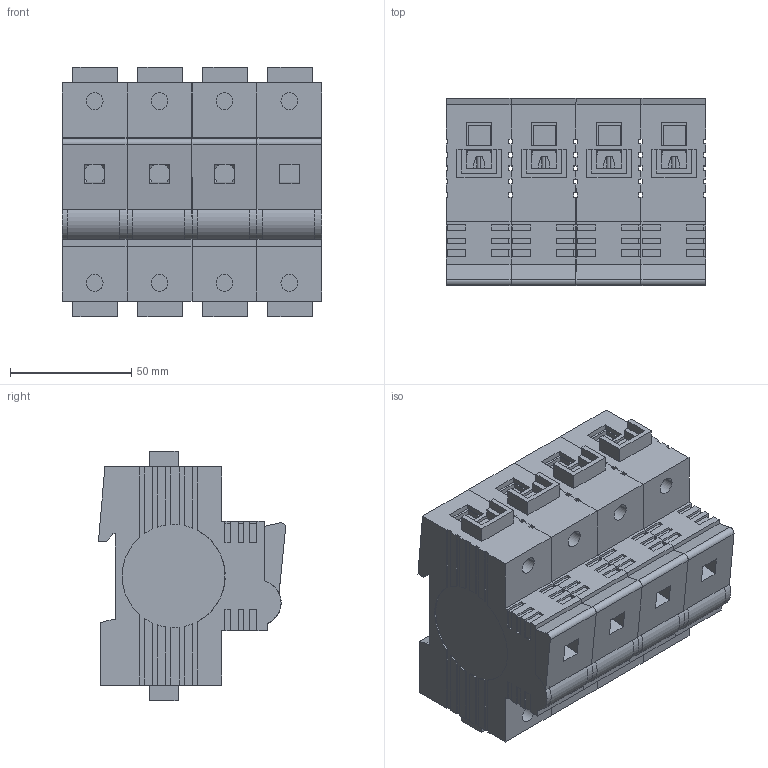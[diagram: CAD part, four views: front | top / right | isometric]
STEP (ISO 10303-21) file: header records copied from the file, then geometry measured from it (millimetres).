
FILE_DESCRIPTION(('CATIA V5 STEP Exchange','CAx-IF Rec.Pracs.--- Model Styling and Organization---1.4--- 2014-01-23'),'2;1');
FILE_NAME('31315.stp','2023-01-26T13:37:24+00:00',('none'),('none'),'CATIA Version 5-6 Release 2019 SP3','CATIA V5 STEP AP214 v1','none');
FILE_SCHEMA(('AUTOMOTIVE_DESIGN { 1 0 10303 214 1 1 1 1 }'));
Length unit declared in the file: millimetre
Products named in the file (5): SECUR®Panel; 31315; housing; Drawer; Neutral
Assembly tree (9 placements, depth 3):
  SECUR®Panel
    31315
      housing  x4
      Drawer  x3
      Neutral
Bounding box: 107.2 x 77.21 x 103 mm (x, y, z)
Volume: 457971.8 mm3; surface area: 143720.4 mm2
Topology: 12 solids, 12 shells, 1421 faces, 4297 edges, 2912 vertices
Faces by surface type: plane 1235, cylinder 180, cone 6
Entity records: 11725 total; most frequent: ORIENTED_EDGE 2222, CARTESIAN_POINT 2202, DIRECTION 1481, EDGE_CURVE 1111, VECTOR 952, LINE 952, VERTEX_POINT 753, EDGE_LOOP 390
